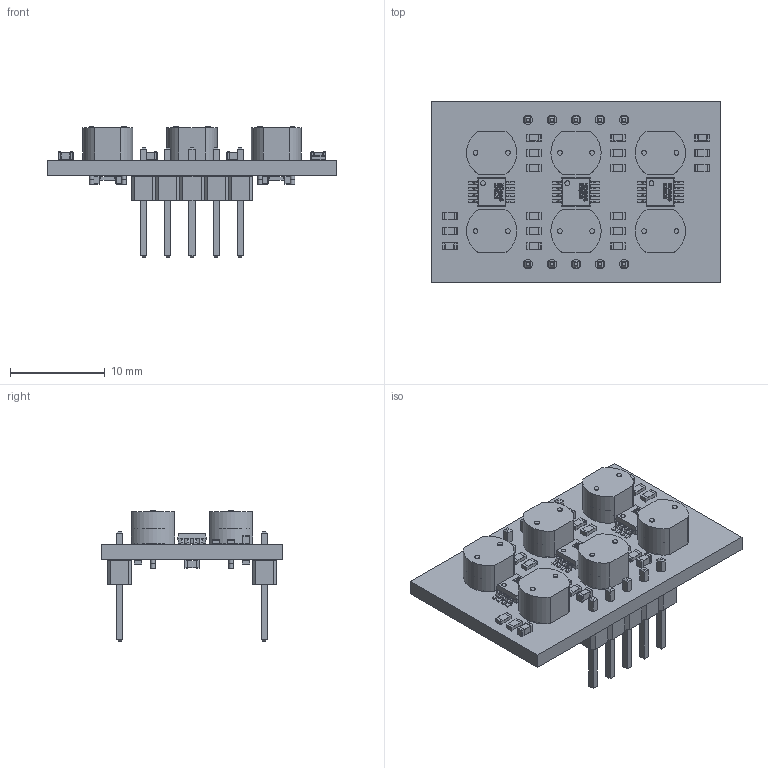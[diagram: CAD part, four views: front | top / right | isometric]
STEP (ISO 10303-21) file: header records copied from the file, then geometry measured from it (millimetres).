
FILE_DESCRIPTION(('KiCad electronic assembly'),'2;1');
FILE_NAME('#110-000 Phase Shifter PCBA.step','2019-08-08T18:15:39',( 'An Author'),('A Company'),'Open CASCADE STEP processor 6.9', 'KiCad to STEP converter','Unknown');
FILE_SCHEMA(('AUTOMOTIVE_DESIGN { 1 0 10303 214 1 1 1 1 }'));
Length unit declared in the file: millimetre
Products named in the file (14): Open CASCADE STEP translator 6.9 1; PinHeader_1x05_P2.54mm_Vertical; COMPOUND; R_0603_1608M; SOLID; R_LDR_5_1x4_3mm_P3_4mm_Vertical_sp; Waitrony_KE-10720; Texas_Instruments_RC4558IDGKR; C_0603_1608M_h0.85
Assembly tree (54 placements, depth 3):
  Open CASCADE STEP translator 6.9 1
    PinHeader_1x05_P2.54mm_Vertical  x2
      COMPOUND
    R_0603_1608M  x18
      SOLID
    R_LDR_5_1x4_3mm_P3_4mm_Vertical_sp  x6
      COMPOUND
    Waitrony_KE-10720  x6
      SOLID
    Texas_Instruments_RC4558IDGKR  x3
      SOLID
    C_0603_1608M_h0.85  x12
      SOLID
    COMPOUND
Bounding box: 30.48 x 19.05 x 13.74 mm (x, y, z)
Volume: 1760.4 mm3; surface area: 3330.1 mm2
Topology: 62 solids, 62 shells, 2882 faces, 8724 edges, 7212 vertices
Faces by surface type: plane 1639, cylinder 601, extrusion 426, sphere 192, bspline 24
Full cylindrical faces by diameter (mm): 0.5 x51, 0.8 x12, 1 x10
Entity records: 54568 total; most frequent: CARTESIAN_POINT 12138, DIRECTION 6577, VECTOR 4914, LINE 4772, ORIENTED_EDGE 3472, PCURVE 3472, DEFINITIONAL_REPRESENTATION 3472, EDGE_CURVE 1736
